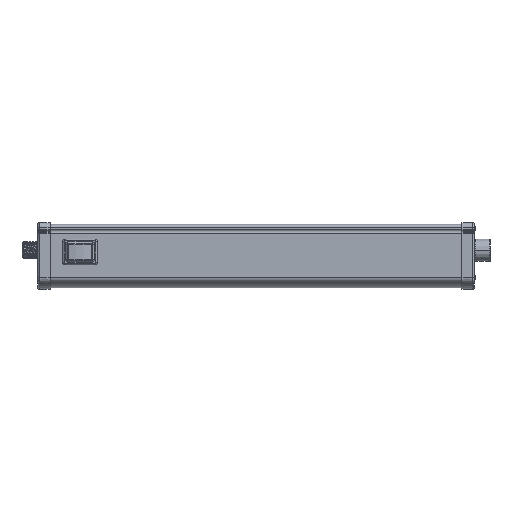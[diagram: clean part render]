
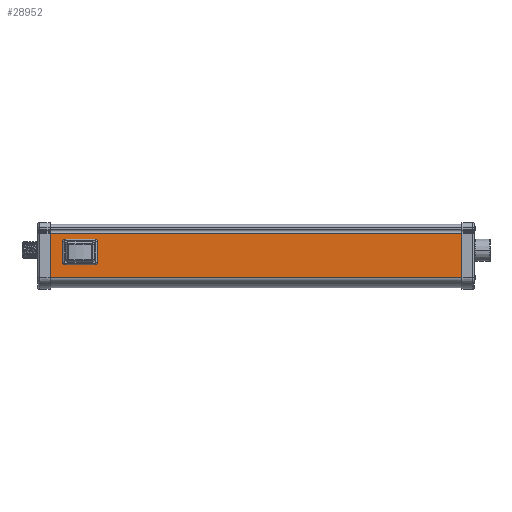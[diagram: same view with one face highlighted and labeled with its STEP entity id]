
A CAD part, top view. The second image highlights one B-rep face of the part: STEP entity #28952.
In plain terms, the highlighted planar face has unit normal (0, 0, 1).
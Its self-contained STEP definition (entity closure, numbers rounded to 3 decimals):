
#8344=DIRECTION('',(0.,-1.,0.));
#8345=VECTOR('',#8344,29.273);
#8346=CARTESIAN_POINT('',(147.,-6.581,16.));
#8347=LINE('',#8346,#8345);
#8474=DIRECTION('',(1.,0.,0.));
#8475=VECTOR('',#8474,294.);
#8476=CARTESIAN_POINT('',(-147.,-37.,16.));
#8477=LINE('',#8476,#8475);
#8478=DIRECTION('',(0.,-1.,0.));
#8479=VECTOR('',#8478,1.146);
#8480=CARTESIAN_POINT('',(-147.,-35.854,16.));
#8481=LINE('',#8480,#8479);
#8482=DIRECTION('',(-1.,0.,0.));
#8483=VECTOR('',#8482,294.);
#8484=CARTESIAN_POINT('',(147.,-6.581,16.));
#8485=LINE('',#8484,#8483);
#8486=DIRECTION('',(0.,-1.,0.));
#8487=VECTOR('',#8486,1.146);
#8488=CARTESIAN_POINT('',(147.,-35.854,16.));
#8489=LINE('',#8488,#8487);
#8490=CARTESIAN_POINT('',(-111.8,-26.45,16.));
#8491=DIRECTION('',(0.,0.,-1.));
#8492=DIRECTION('',(0.707,-0.707,0.));
#8493=AXIS2_PLACEMENT_3D('',#8490,#8491,#8492);
#8495=CARTESIAN_POINT('',(-112.05,-26.,16.));
#8496=DIRECTION('',(0.,0.,-1.));
#8497=DIRECTION('',(1.,0.,0.));
#8498=AXIS2_PLACEMENT_3D('',#8495,#8496,#8497);
#8500=DIRECTION('',(0.,1.,0.));
#8501=VECTOR('',#8500,13.6);
#8502=CARTESIAN_POINT('',(-110.05,-26.,16.));
#8503=LINE('',#8502,#8501);
#8504=CARTESIAN_POINT('',(-112.05,-12.4,16.));
#8505=DIRECTION('',(0.,0.,-1.));
#8506=DIRECTION('',(0.655,0.755,0.));
#8507=AXIS2_PLACEMENT_3D('',#8504,#8505,#8506);
#8509=CARTESIAN_POINT('',(-111.8,-11.95,16.));
#8510=DIRECTION('',(0.,0.,-1.));
#8511=DIRECTION('',(0.227,0.974,0.));
#8512=AXIS2_PLACEMENT_3D('',#8509,#8510,#8511);
#8514=CARTESIAN_POINT('',(-112.05,-12.4,16.));
#8515=DIRECTION('',(0.,0.,-1.));
#8516=DIRECTION('',(0.,1.,0.));
#8517=AXIS2_PLACEMENT_3D('',#8514,#8515,#8516);
#8519=DIRECTION('',(-1.,0.,0.));
#8520=VECTOR('',#8519,20.4);
#8521=CARTESIAN_POINT('',(-112.05,-10.4,16.));
#8522=LINE('',#8521,#8520);
#8523=CARTESIAN_POINT('',(-132.45,-12.4,16.));
#8524=DIRECTION('',(0.,0.,-1.));
#8525=DIRECTION('',(-0.295,0.955,0.));
#8526=AXIS2_PLACEMENT_3D('',#8523,#8524,#8525);
#8528=CARTESIAN_POINT('',(-132.7,-11.95,16.));
#8529=DIRECTION('',(0.,0.,-1.));
#8530=DIRECTION('',(-0.707,0.707,0.));
#8531=AXIS2_PLACEMENT_3D('',#8528,#8529,#8530);
#8533=CARTESIAN_POINT('',(-132.45,-12.4,16.));
#8534=DIRECTION('',(0.,0.,-1.));
#8535=DIRECTION('',(-1.,0.,0.));
#8536=AXIS2_PLACEMENT_3D('',#8533,#8534,#8535);
#8538=DIRECTION('',(0.,-1.,0.));
#8539=VECTOR('',#8538,13.6);
#8540=CARTESIAN_POINT('',(-134.45,-12.4,16.));
#8541=LINE('',#8540,#8539);
#8542=CARTESIAN_POINT('',(-132.45,-26.,16.));
#8543=DIRECTION('',(0.,0.,-1.));
#8544=DIRECTION('',(-0.655,-0.755,0.));
#8545=AXIS2_PLACEMENT_3D('',#8542,#8543,#8544);
#8547=CARTESIAN_POINT('',(-132.7,-26.45,16.));
#8548=DIRECTION('',(0.,0.,-1.));
#8549=DIRECTION('',(-0.227,-0.974,0.));
#8550=AXIS2_PLACEMENT_3D('',#8547,#8548,#8549);
#8552=CARTESIAN_POINT('',(-132.45,-26.,16.));
#8553=DIRECTION('',(0.,0.,-1.));
#8554=DIRECTION('',(0.,-1.,0.));
#8555=AXIS2_PLACEMENT_3D('',#8552,#8553,#8554);
#8557=DIRECTION('',(1.,0.,0.));
#8558=VECTOR('',#8557,20.4);
#8559=CARTESIAN_POINT('',(-132.45,-28.,16.));
#8560=LINE('',#8559,#8558);
#8561=CARTESIAN_POINT('',(-112.05,-26.,16.));
#8562=DIRECTION('',(0.,0.,-1.));
#8563=DIRECTION('',(0.295,-0.955,0.));
#8564=AXIS2_PLACEMENT_3D('',#8561,#8562,#8563);
#16676=DIRECTION('',(0.,-1.,0.));
#16677=VECTOR('',#16676,29.273);
#16678=CARTESIAN_POINT('',(-147.,-6.581,16.));
#16679=LINE('',#16678,#16677);
#17879=CARTESIAN_POINT('',(-147.,-6.581,16.));
#17881=VERTEX_POINT('',#17879);
#17885=CARTESIAN_POINT('',(147.,-6.581,16.));
#17886=VERTEX_POINT('',#17885);
#17911=CARTESIAN_POINT('',(-134.45,-12.4,16.));
#17912=CARTESIAN_POINT('',(-134.45,-26.,16.));
#17913=VERTEX_POINT('',#17911);
#17914=VERTEX_POINT('',#17912);
#17915=CARTESIAN_POINT('',(-132.45,-28.,16.));
#17916=CARTESIAN_POINT('',(-112.05,-28.,16.));
#17917=VERTEX_POINT('',#17915);
#17918=VERTEX_POINT('',#17916);
#17919=CARTESIAN_POINT('',(-110.05,-26.,16.));
#17920=CARTESIAN_POINT('',(-110.05,-12.4,16.));
#17921=VERTEX_POINT('',#17919);
#17922=VERTEX_POINT('',#17920);
#17923=CARTESIAN_POINT('',(-112.05,-10.4,16.));
#17924=CARTESIAN_POINT('',(-132.45,-10.4,16.));
#17925=VERTEX_POINT('',#17923);
#17926=VERTEX_POINT('',#17924);
#18095=CARTESIAN_POINT('',(-110.74,-27.511,16.));
#18096=CARTESIAN_POINT('',(-111.46,-27.911,16.));
#18097=VERTEX_POINT('',#18095);
#18098=VERTEX_POINT('',#18096);
#18099=CARTESIAN_POINT('',(-111.46,-10.489,16.));
#18100=CARTESIAN_POINT('',(-110.74,-10.889,16.));
#18101=VERTEX_POINT('',#18099);
#18102=VERTEX_POINT('',#18100);
#18103=CARTESIAN_POINT('',(-133.76,-10.889,16.));
#18104=CARTESIAN_POINT('',(-133.04,-10.489,16.));
#18105=VERTEX_POINT('',#18103);
#18106=VERTEX_POINT('',#18104);
#18107=CARTESIAN_POINT('',(-133.04,-27.911,16.));
#18108=CARTESIAN_POINT('',(-133.76,-27.511,16.));
#18109=VERTEX_POINT('',#18107);
#18110=VERTEX_POINT('',#18108);
#18581=CARTESIAN_POINT('',(-147.,-35.854,16.));
#18583=VERTEX_POINT('',#18581);
#18607=CARTESIAN_POINT('',(-147.,-37.,16.));
#18608=VERTEX_POINT('',#18607);
#19617=CARTESIAN_POINT('',(147.,-35.854,16.));
#19619=VERTEX_POINT('',#19617);
#19647=CARTESIAN_POINT('',(147.,-37.,16.));
#19648=VERTEX_POINT('',#19647);
#28901=CARTESIAN_POINT('',(-147.,-6.414,16.));
#28902=DIRECTION('',(0.,0.,1.));
#28903=DIRECTION('',(0.,-1.,0.));
#28904=AXIS2_PLACEMENT_3D('',#28901,#28902,#28903);
#28905=PLANE('',#28904);
#28907=ORIENTED_EDGE('',*,*,#28906,.F.);
#28909=ORIENTED_EDGE('',*,*,#28908,.F.);
#28911=ORIENTED_EDGE('',*,*,#28910,.F.);
#28913=ORIENTED_EDGE('',*,*,#28912,.F.);
#28914=ORIENTED_EDGE('',*,*,#28697,.T.);
#28915=ORIENTED_EDGE('',*,*,#28878,.T.);
#28916=EDGE_LOOP('',(#28907,#28909,#28911,#28913,#28914,#28915));
#28917=FACE_OUTER_BOUND('',#28916,.F.);
#28919=ORIENTED_EDGE('',*,*,#28918,.F.);
#28921=ORIENTED_EDGE('',*,*,#28920,.F.);
#28923=ORIENTED_EDGE('',*,*,#28922,.T.);
#28925=ORIENTED_EDGE('',*,*,#28924,.F.);
#28927=ORIENTED_EDGE('',*,*,#28926,.F.);
#28929=ORIENTED_EDGE('',*,*,#28928,.F.);
#28931=ORIENTED_EDGE('',*,*,#28930,.T.);
#28933=ORIENTED_EDGE('',*,*,#28932,.F.);
#28935=ORIENTED_EDGE('',*,*,#28934,.F.);
#28937=ORIENTED_EDGE('',*,*,#28936,.F.);
#28939=ORIENTED_EDGE('',*,*,#28938,.T.);
#28941=ORIENTED_EDGE('',*,*,#28940,.F.);
#28943=ORIENTED_EDGE('',*,*,#28942,.F.);
#28945=ORIENTED_EDGE('',*,*,#28944,.F.);
#28947=ORIENTED_EDGE('',*,*,#28946,.T.);
#28949=ORIENTED_EDGE('',*,*,#28948,.F.);
#28950=EDGE_LOOP('',(#28919,#28921,#28923,#28925,#28927,#28929,#28931,#28933,
#28935,#28937,#28939,#28941,#28943,#28945,#28947,#28949));
#28951=FACE_BOUND('',#28950,.F.);
#28952=ADVANCED_FACE('',(#28917,#28951),#28905,.T.);
#8494=CIRCLE('',#8493,1.5);
#8499=CIRCLE('',#8498,2.);
#8508=CIRCLE('',#8507,2.);
#8513=CIRCLE('',#8512,1.5);
#8518=CIRCLE('',#8517,2.);
#8527=CIRCLE('',#8526,2.);
#8532=CIRCLE('',#8531,1.5);
#8537=CIRCLE('',#8536,2.);
#8546=CIRCLE('',#8545,2.);
#8551=CIRCLE('',#8550,1.5);
#8556=CIRCLE('',#8555,2.);
#8565=CIRCLE('',#8564,2.);
#28697=EDGE_CURVE('',#17886,#19619,#8347,.T.);
#28878=EDGE_CURVE('',#19619,#19648,#8489,.T.);
#28906=EDGE_CURVE('',#18608,#19648,#8477,.T.);
#28908=EDGE_CURVE('',#18583,#18608,#8481,.T.);
#28910=EDGE_CURVE('',#17881,#18583,#16679,.T.);
#28912=EDGE_CURVE('',#17886,#17881,#8485,.T.);
#28918=EDGE_CURVE('',#18097,#18098,#8494,.T.);
#28920=EDGE_CURVE('',#17921,#18097,#8499,.T.);
#28922=EDGE_CURVE('',#17921,#17922,#8503,.T.);
#28924=EDGE_CURVE('',#18102,#17922,#8508,.T.);
#28926=EDGE_CURVE('',#18101,#18102,#8513,.T.);
#28928=EDGE_CURVE('',#17925,#18101,#8518,.T.);
#28930=EDGE_CURVE('',#17925,#17926,#8522,.T.);
#28932=EDGE_CURVE('',#18106,#17926,#8527,.T.);
#28934=EDGE_CURVE('',#18105,#18106,#8532,.T.);
#28936=EDGE_CURVE('',#17913,#18105,#8537,.T.);
#28938=EDGE_CURVE('',#17913,#17914,#8541,.T.);
#28940=EDGE_CURVE('',#18110,#17914,#8546,.T.);
#28942=EDGE_CURVE('',#18109,#18110,#8551,.T.);
#28944=EDGE_CURVE('',#17917,#18109,#8556,.T.);
#28946=EDGE_CURVE('',#17917,#17918,#8560,.T.);
#28948=EDGE_CURVE('',#18098,#17918,#8565,.T.);
